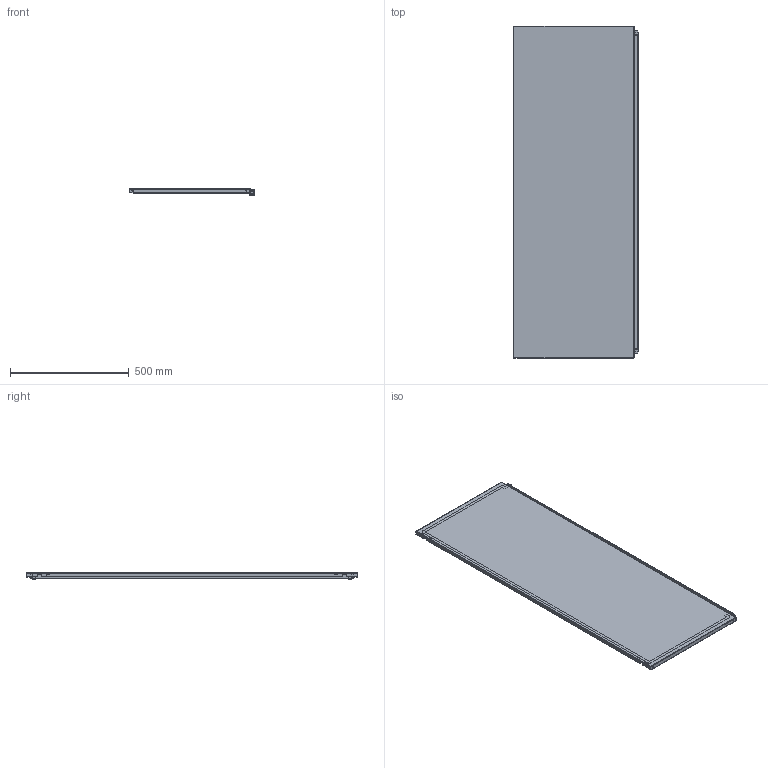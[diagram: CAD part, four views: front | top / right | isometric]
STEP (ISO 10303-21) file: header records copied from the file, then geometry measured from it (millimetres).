
FILE_DESCRIPTION(('STEP AP214'),'1');
FILE_NAME('cctmp_B93F6041-ECC1-41F2-B616-6BCE8836B42C_2023_07_22_15_40_39_0877..stp','2023-07-22T13:40:40',('SIEMENS A&D'),('CADClick - www.CADClick.com'),'Spatial InterOp 3D postprocessed',' ','unknown authorization');
FILE_SCHEMA(('AUTOMOTIVE_DESIGN'));
Length unit declared in the file: millimetre
Products named in the file (5): cc_unnamed; 2023_07_22_15_40_39_0858; 2023_07_22_15_40_39_0854; 2023_07_22_15_40_39_0850; 2023_07_22_15_40_39_0846
Assembly tree (4 placements, depth 2):
  cc_unnamed
    2023_07_22_15_40_39_0858
    2023_07_22_15_40_39_0854
    2023_07_22_15_40_39_0850
    2023_07_22_15_40_39_0846
Bounding box: 527.5 x 1396 x 28.97 mm (x, y, z)
Volume: 993314.5 mm3; surface area: 1757260.8 mm2
Topology: 4 solids, 4 shells, 489 faces, 1365 edges, 881 vertices
Faces by surface type: plane 293, cylinder 148, torus 36, cone 12
Entity records: 17466 total; most frequent: CARTESIAN_POINT 2946, ORIENTED_EDGE 2730, DIRECTION 2723, EDGE_CURVE 1365, LINE 963, VECTOR 963, VERTEX_POINT 881, AXIS2_PLACEMENT_3D 880
